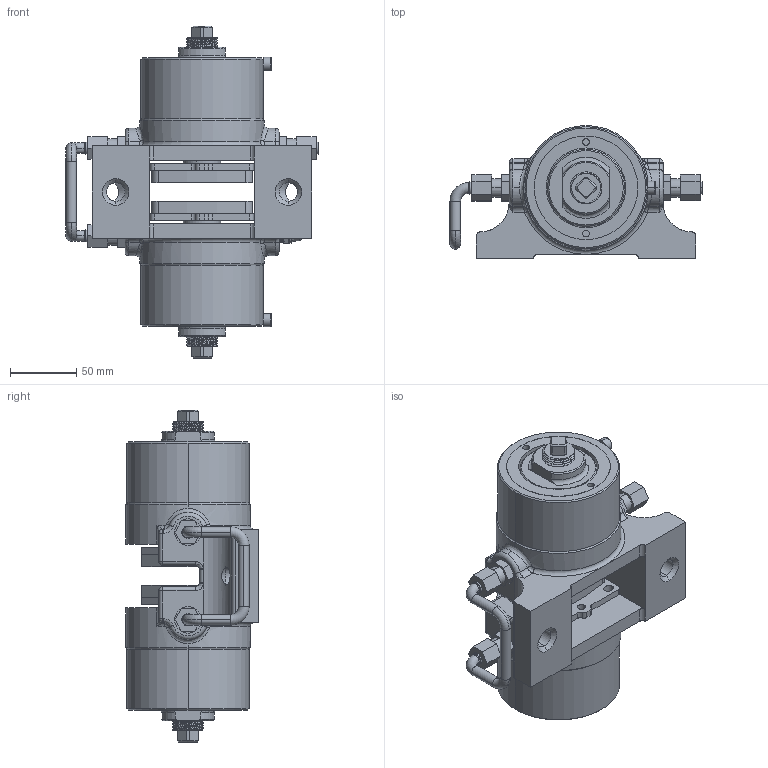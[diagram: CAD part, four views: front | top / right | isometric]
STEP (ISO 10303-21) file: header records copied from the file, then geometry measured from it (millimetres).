
FILE_DESCRIPTION (( 'STEP AP203' ), '1' );
FILE_NAME ('NDB-1400AB-6(Web—p).STEP', '2025-07-23T08:06:23', ( '' ), ( '' ), 'SwSTEP 2.0', 'SolidWorks 2024', '' );
FILE_SCHEMA (( 'CONFIG_CONTROL_DESIGN' ));
Length unit declared in the file: millimetre
Products named in the file (1): NDB-1400AB-6(Web用)
Bounding box: 189.9 x 100 x 250 mm (x, y, z)
Volume: 1475872.8 mm3; surface area: 154447.3 mm2
Topology: 1 solids, 1 shells, 553 faces, 1353 edges, 828 vertices
Faces by surface type: plane 194, cylinder 192, torus 58, cone 56, bspline 45, sphere 8
Entity records: 23961 total; most frequent: CARTESIAN_POINT 11211, ORIENTED_EDGE 2674, DIRECTION 2641, EDGE_CURVE 1337, AXIS2_PLACEMENT_3D 1021, VERTEX_POINT 828, EDGE_LOOP 615, LINE 599
